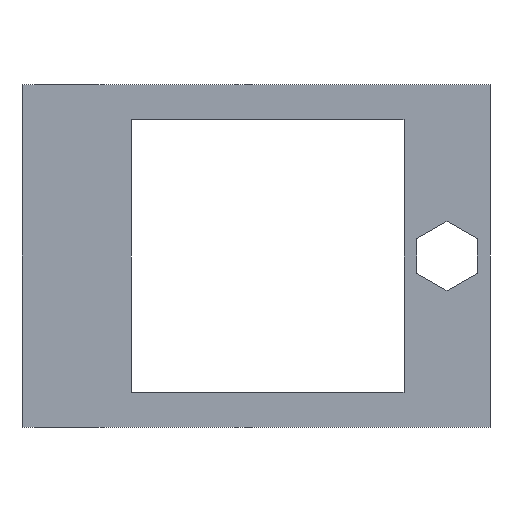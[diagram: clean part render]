
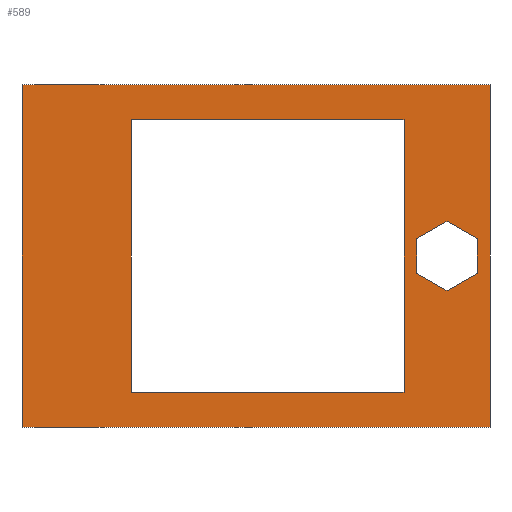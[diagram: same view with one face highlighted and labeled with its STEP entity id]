
A CAD part, left-side view. The second image highlights one B-rep face of the part: STEP entity #589.
In plain terms, the highlighted planar face has unit normal (-1, 0, 0).
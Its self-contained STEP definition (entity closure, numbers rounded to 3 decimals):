
#18=FACE_BOUND('',#86,.T.);
#19=FACE_BOUND('',#87,.T.);
#51=FACE_OUTER_BOUND('',#85,.T.);
#85=EDGE_LOOP('',(#516,#517,#518,#519));
#86=EDGE_LOOP('',(#520,#521,#522,#523,#524,#525));
#87=EDGE_LOOP('',(#526,#527,#528,#529));
#88=LINE('',#778,#166);
#92=LINE('',#786,#170);
#95=LINE('',#792,#173);
#98=LINE('',#798,#176);
#101=LINE('',#804,#179);
#104=LINE('',#809,#182);
#106=LINE('',#814,#184);
#110=LINE('',#822,#188);
#119=LINE('',#840,#197);
#128=LINE('',#859,#206);
#132=LINE('',#867,#210);
#135=LINE('',#873,#213);
#138=LINE('',#878,#216);
#165=LINE('',#933,#243);
#166=VECTOR('',#638,10.);
#170=VECTOR('',#644,10.);
#173=VECTOR('',#649,10.);
#176=VECTOR('',#654,10.);
#179=VECTOR('',#659,10.);
#182=VECTOR('',#664,10.);
#184=VECTOR('',#668,10.);
#188=VECTOR('',#674,10.);
#197=VECTOR('',#685,10.);
#206=VECTOR('',#696,10.);
#210=VECTOR('',#702,10.);
#213=VECTOR('',#707,10.);
#216=VECTOR('',#712,10.);
#243=VECTOR('',#771,10.);
#244=VERTEX_POINT('',#776);
#245=VERTEX_POINT('',#777);
#248=VERTEX_POINT('',#785);
#250=VERTEX_POINT('',#791);
#252=VERTEX_POINT('',#797);
#254=VERTEX_POINT('',#803);
#256=VERTEX_POINT('',#812);
#257=VERTEX_POINT('',#813);
#260=VERTEX_POINT('',#821);
#268=VERTEX_POINT('',#839);
#276=VERTEX_POINT('',#857);
#277=VERTEX_POINT('',#858);
#280=VERTEX_POINT('',#866);
#282=VERTEX_POINT('',#872);
#296=EDGE_CURVE('',#244,#245,#88,.T.);
#300=EDGE_CURVE('',#245,#248,#92,.T.);
#303=EDGE_CURVE('',#248,#250,#95,.T.);
#306=EDGE_CURVE('',#250,#252,#98,.T.);
#309=EDGE_CURVE('',#252,#254,#101,.T.);
#312=EDGE_CURVE('',#254,#244,#104,.T.);
#314=EDGE_CURVE('',#256,#257,#106,.T.);
#318=EDGE_CURVE('',#260,#256,#110,.T.);
#327=EDGE_CURVE('',#257,#268,#119,.T.);
#336=EDGE_CURVE('',#276,#277,#128,.T.);
#340=EDGE_CURVE('',#277,#280,#132,.T.);
#343=EDGE_CURVE('',#280,#282,#135,.T.);
#346=EDGE_CURVE('',#282,#276,#138,.T.);
#373=EDGE_CURVE('',#260,#268,#165,.T.);
#516=ORIENTED_EDGE('',*,*,#373,.T.);
#517=ORIENTED_EDGE('',*,*,#327,.F.);
#518=ORIENTED_EDGE('',*,*,#314,.F.);
#519=ORIENTED_EDGE('',*,*,#318,.F.);
#520=ORIENTED_EDGE('',*,*,#306,.T.);
#521=ORIENTED_EDGE('',*,*,#309,.T.);
#522=ORIENTED_EDGE('',*,*,#312,.T.);
#523=ORIENTED_EDGE('',*,*,#296,.T.);
#524=ORIENTED_EDGE('',*,*,#300,.T.);
#525=ORIENTED_EDGE('',*,*,#303,.T.);
#526=ORIENTED_EDGE('',*,*,#343,.T.);
#527=ORIENTED_EDGE('',*,*,#346,.T.);
#528=ORIENTED_EDGE('',*,*,#336,.T.);
#529=ORIENTED_EDGE('',*,*,#340,.T.);
#559=PLANE('',#633);
#589=ADVANCED_FACE('',(#51,#18,#19),#559,.F.);
#633=AXIS2_PLACEMENT_3D('',#934,#772,#773);
#638=DIRECTION('',(0.,0.,-1.));
#644=DIRECTION('',(0.,0.866,-0.5));
#649=DIRECTION('',(0.,0.866,0.5));
#654=DIRECTION('',(0.,0.,1.));
#659=DIRECTION('',(0.,-0.866,0.5));
#664=DIRECTION('',(0.,-0.866,-0.5));
#668=DIRECTION('',(0.,0.,-1.));
#674=DIRECTION('',(0.,-1.,0.));
#685=DIRECTION('',(0.,1.,0.));
#696=DIRECTION('',(0.,-1.,0.));
#702=DIRECTION('',(0.,0.,-1.));
#707=DIRECTION('',(0.,1.,0.));
#712=DIRECTION('',(0.,0.,1.));
#771=DIRECTION('',(0.,0.,-1.));
#772=DIRECTION('center_axis',(1.,0.,0.));
#773=DIRECTION('ref_axis',(0.,0.,-1.));
#776=CARTESIAN_POINT('',(42.781,31.484,-15.419));
#777=CARTESIAN_POINT('',(42.781,31.484,-18.594));
#778=CARTESIAN_POINT('',(42.781,31.484,-17.8));
#785=CARTESIAN_POINT('',(42.781,34.234,-20.182));
#786=CARTESIAN_POINT('',(42.781,44.554,-26.14));
#791=CARTESIAN_POINT('',(42.781,36.984,-18.594));
#792=CARTESIAN_POINT('',(42.781,47.304,-12.636));
#797=CARTESIAN_POINT('',(42.781,36.984,-15.419));
#798=CARTESIAN_POINT('',(42.781,36.984,-16.213));
#803=CARTESIAN_POINT('',(42.781,34.234,-13.831));
#804=CARTESIAN_POINT('',(42.781,45.929,-20.583));
#809=CARTESIAN_POINT('',(42.781,43.179,-8.666));
#812=CARTESIAN_POINT('',(42.781,30.294,-1.296));
#813=CARTESIAN_POINT('',(42.781,30.294,-32.716));
#814=CARTESIAN_POINT('',(42.781,30.294,-20.506));
#821=CARTESIAN_POINT('',(42.781,73.173,-1.296));
#822=CARTESIAN_POINT('',(42.781,67.088,-1.296));
#839=CARTESIAN_POINT('',(42.781,73.173,-32.716));
#840=CARTESIAN_POINT('',(42.781,55.234,-32.716));
#857=CARTESIAN_POINT('',(42.781,63.173,-4.506));
#858=CARTESIAN_POINT('',(42.781,38.173,-4.506));
#859=CARTESIAN_POINT('',(42.781,50.881,-4.506));
#866=CARTESIAN_POINT('',(42.781,38.173,-29.506));
#867=CARTESIAN_POINT('',(42.781,38.173,-23.256));
#872=CARTESIAN_POINT('',(42.781,63.173,-29.506));
#873=CARTESIAN_POINT('',(42.781,63.381,-29.506));
#878=CARTESIAN_POINT('',(42.781,63.173,-10.756));
#933=CARTESIAN_POINT('',(42.781,73.173,-9.151));
#934=CARTESIAN_POINT('Origin',(42.781,63.588,-17.006));
